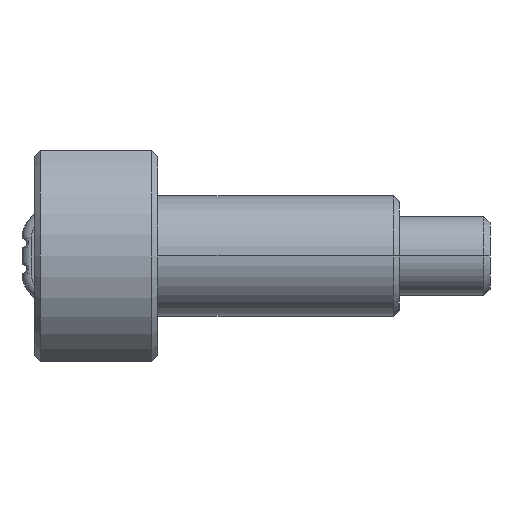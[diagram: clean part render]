
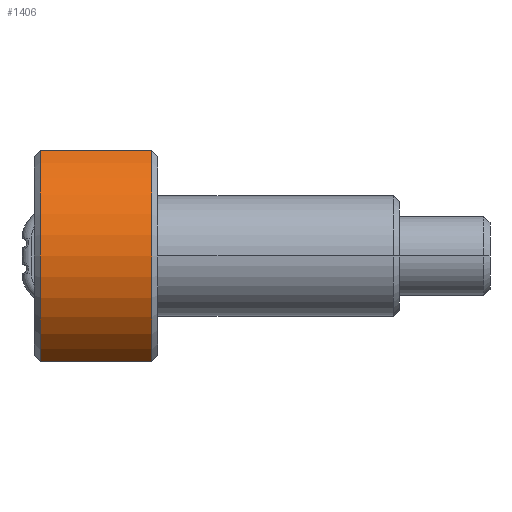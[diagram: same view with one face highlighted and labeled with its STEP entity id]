
A CAD part, left-side view. The second image highlights one B-rep face of the part: STEP entity #1406.
In plain terms, the highlighted cylindrical face has radius 4.05 mm (diameter 8.1 mm), a partial arc.
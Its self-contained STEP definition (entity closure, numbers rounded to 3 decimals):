
#229=CARTESIAN_POINT('',(0.,3.9,
0.));
#230=DIRECTION('',(0.,-1.,0.));
#231=DIRECTION('',(-0.503,0.,0.864));
#232=AXIS2_PLACEMENT_3D('',#229,#230,#231);
#242=DIRECTION('',(0.,1.,0.));
#243=VECTOR('',#242,3.7);
#244=CARTESIAN_POINT('',(-2.038,0.2,3.5));
#245=LINE('',#244,#243);
#491=CARTESIAN_POINT('',(0.,0.2,
0.));
#492=DIRECTION('',(0.,1.,0.));
#493=DIRECTION('',(-0.503,0.,-0.864));
#494=AXIS2_PLACEMENT_3D('',#491,#492,#493);
#496=DIRECTION('',(0.,1.,0.));
#497=VECTOR('',#496,3.7);
#498=CARTESIAN_POINT('',(-2.038,0.2,
-3.5));
#499=LINE('',#498,#497);
#670=CARTESIAN_POINT('',(-2.038,0.2,
-3.5));
#671=CARTESIAN_POINT('',(-2.038,3.9,-3.5));
#672=VERTEX_POINT('',#670);
#673=VERTEX_POINT('',#671);
#674=CARTESIAN_POINT('',(-2.038,0.2,3.5));
#675=CARTESIAN_POINT('',(-2.038,3.9,3.5));
#676=VERTEX_POINT('',#674);
#677=VERTEX_POINT('',#675);
#1395=CARTESIAN_POINT('',(0.,0.,0.));
#1396=DIRECTION('',(0.,1.,0.));
#1397=DIRECTION('',(1.,0.,0.));
#1398=AXIS2_PLACEMENT_3D('',#1395,#1396,#1397);
#1399=CYLINDRICAL_SURFACE('',#1398,4.05);
#1400=ORIENTED_EDGE('',*,*,#1021,.F.);
#1401=ORIENTED_EDGE('',*,*,#1066,.F.);
#1402=ORIENTED_EDGE('',*,*,#1377,.F.);
#1403=ORIENTED_EDGE('',*,*,#905,.T.);
#1404=EDGE_LOOP('',(#1400,#1401,#1402,#1403));
#1405=FACE_OUTER_BOUND('',#1404,.F.);
#233=CIRCLE('',#232,4.05);
#495=CIRCLE('',#494,4.05);
#905=EDGE_CURVE('',#672,#673,#499,.T.);
#1021=EDGE_CURVE('',#677,#673,#233,.T.);
#1066=EDGE_CURVE('',#676,#677,#245,.T.);
#1377=EDGE_CURVE('',#672,#676,#495,.T.);
#1406=ADVANCED_FACE('',(#1405),#1399,.T.);
